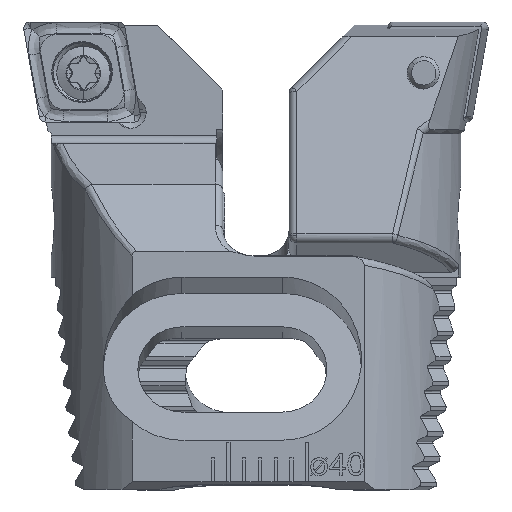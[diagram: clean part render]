
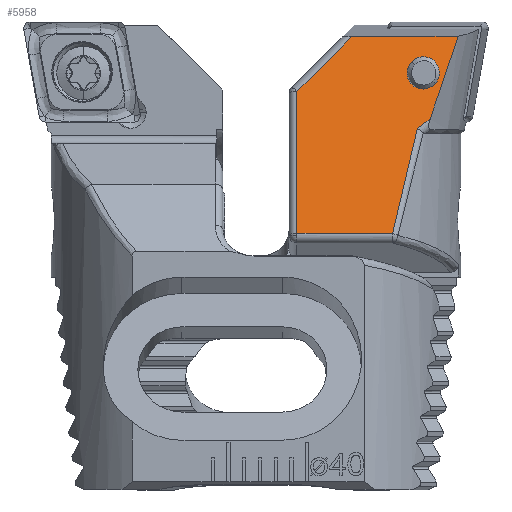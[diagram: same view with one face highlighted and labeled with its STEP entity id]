
A CAD part, top view. The second image highlights one B-rep face of the part: STEP entity #5958.
In plain terms, the highlighted face is planar.
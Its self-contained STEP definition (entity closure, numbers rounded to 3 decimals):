
#68 = VERTEX_POINT ( 'NONE', #9703 ) ;
#446 = CARTESIAN_POINT ( 'NONE',  ( 5.161, -3.242, -6.54 ) ) ;
#622 = VERTEX_POINT ( 'NONE', #3171 ) ;
#684 = EDGE_CURVE ( 'NONE', #1456, #68, #12387, .T. ) ;
#921 = CARTESIAN_POINT ( 'NONE',  ( 3.08, -1.192, -5.99 ) ) ;
#1033 = CARTESIAN_POINT ( 'NONE',  ( 5.495, -11.409, -8.728 ) ) ;
#1090 = FACE_BOUND ( 'NONE', #3194, .T. ) ;
#1335 = LINE ( 'NONE', #2090, #6224 ) ;
#1456 = VERTEX_POINT ( 'NONE', #1652 ) ;
#1584 = CARTESIAN_POINT ( 'NONE',  ( 3.08, -4.492, -6.874 ) ) ;
#1652 = CARTESIAN_POINT ( 'NONE',  ( 3.108, -3.242, -6.54 ) ) ;
#1948 = DIRECTION ( 'NONE',  ( -1., 0.007, 0.002 ) ) ;
#2035 = CARTESIAN_POINT ( 'NONE',  ( 4.503, -6.763, -7.483 ) ) ;
#2090 = CARTESIAN_POINT ( 'NONE',  ( 29.25, -13.434, -9.271 ) ) ;
#2178 = VERTEX_POINT ( 'NONE', #5157 ) ;
#2516 = VECTOR ( 'NONE', #2921, 1000. ) ;
#2559 = CARTESIAN_POINT ( 'NONE',  ( 5.19, -5.292, -7.089 ) ) ;
#2567 = CARTESIAN_POINT ( 'NONE',  ( 2.486, -2.734, -6.404 ) ) ;
#2902 = VERTEX_POINT ( 'NONE', #10597 ) ;
#2921 = DIRECTION ( 'NONE',  ( 0.695, -0.695, -0.186 ) ) ;
#3171 = CARTESIAN_POINT ( 'NONE',  ( 6.078, -13.434, -9.271 ) ) ;
#3194 = EDGE_LOOP ( 'NONE', ( #9741, #9608 ) ) ;
#3941 = CARTESIAN_POINT ( 'NONE',  ( 29.243, -1.096, -5.965 ) ) ;
#4632 = EDGE_CURVE ( 'NONE', #5642, #2178, #10288, .T. ) ;
#5133 = DIRECTION ( 'NONE',  ( 0., -0.259, 0.966 ) ) ;
#5157 = CARTESIAN_POINT ( 'NONE',  ( 12.15, -4.413, -6.853 ) ) ;
#5166 = CARTESIAN_POINT ( 'NONE',  ( 4.503, -6.763, -7.483 ) ) ;
#5378 = VECTOR ( 'NONE', #1948, 1000. ) ;
#5621 = VERTEX_POINT ( 'NONE', #12078 ) ;
#5642 = VERTEX_POINT ( 'NONE', #6269 ) ;
#5664 = LINE ( 'NONE', #3941, #5378 ) ;
#5688 = CARTESIAN_POINT ( 'NONE',  ( 3.691, -6.18, -7.327 ) ) ;
#5901 = CARTESIAN_POINT ( 'NONE',  ( 6.078, -13.434, -9.271 ) ) ;
#5927 = EDGE_CURVE ( 'NONE', #2178, #6471, #6608, .T. ) ;
#5958 = ADVANCED_FACE ( 'NONE', ( #1090, #8601 ), #11939, .F. ) ;
#6103 = VERTEX_POINT ( 'NONE', #11753 ) ;
#6224 = VECTOR ( 'NONE', #8933, 1000. ) ;
#6269 = CARTESIAN_POINT ( 'NONE',  ( 8.697, -0.959, -5.928 ) ) ;
#6286 = VECTOR ( 'NONE', #7009, 1000. ) ;
#6455 = CARTESIAN_POINT ( 'NONE',  ( 3.691, -6.18, -7.327 ) ) ;
#6471 = VERTEX_POINT ( 'NONE', #10351 ) ;
#6608 = LINE ( 'NONE', #7992, #6286 ) ;
#7009 = DIRECTION ( 'NONE',  ( 0., -0.966, -0.259 ) ) ;
#7313 = AXIS2_PLACEMENT_3D ( 'NONE', #10992, #5133, #11986 ) ;
#7352 =( BOUNDED_CURVE ( )  B_SPLINE_CURVE ( 3, ( #6455, #1584, #2567, #9401 ),
 .UNSPECIFIED., .F., .F. ) 
 B_SPLINE_CURVE_WITH_KNOTS ( ( 4, 4 ),
 ( 4.16, 4.286 ),
 .UNSPECIFIED. ) 
 CURVE ( )  GEOMETRIC_REPRESENTATION_ITEM ( )  RATIONAL_B_SPLINE_CURVE ( ( 1., 0.999, 0.999, 1. ) ) 
 REPRESENTATION_ITEM ( '' )  );
#7685 =( BOUNDED_CURVE ( )  B_SPLINE_CURVE ( 3, ( #7742, #9682, #921, #7776 ),
 .UNSPECIFIED., .F., .F. ) 
 B_SPLINE_CURVE_WITH_KNOTS ( ( 4, 4 ),
 ( 4.519, 7.661 ),
 .UNSPECIFIED. ) 
 CURVE ( )  GEOMETRIC_REPRESENTATION_ITEM ( )  RATIONAL_B_SPLINE_CURVE ( ( 1., 0.333, 0.333, 1. ) ) 
 REPRESENTATION_ITEM ( '' )  );
#7742 = CARTESIAN_POINT ( 'NONE',  ( 5.161, -3.242, -6.54 ) ) ;
#7776 = CARTESIAN_POINT ( 'NONE',  ( 3.108, -3.242, -6.54 ) ) ;
#7804 = ORIENTED_EDGE ( 'NONE', *, *, #12176, .T. ) ;
#7894 = CARTESIAN_POINT ( 'NONE',  ( 4.968, -9.178, -8.13 ) ) ;
#7992 = CARTESIAN_POINT ( 'NONE',  ( 12.15, -0.147, -5.71 ) ) ;
#8098 = EDGE_CURVE ( 'NONE', #6471, #622, #1335, .T. ) ;
#8102 = ORIENTED_EDGE ( 'NONE', *, *, #8098, .T. ) ;
#8190 = EDGE_LOOP ( 'NONE', ( #9445, #9144, #8885, #8711, #8379, #8102, #7804 ) ) ;
#8379 = ORIENTED_EDGE ( 'NONE', *, *, #5927, .T. ) ;
#8528 = EDGE_CURVE ( 'NONE', #68, #1456, #7685, .T. ) ;
#8601 = FACE_OUTER_BOUND ( 'NONE', #8190, .T. ) ;
#8711 = ORIENTED_EDGE ( 'NONE', *, *, #4632, .T. ) ;
#8885 = ORIENTED_EDGE ( 'NONE', *, *, #11640, .F. ) ;
#8933 = DIRECTION ( 'NONE',  ( -1., 0., 0. ) ) ;
#8996 = CARTESIAN_POINT ( 'NONE',  ( 3.137, -5.292, -7.089 ) ) ;
#9144 = ORIENTED_EDGE ( 'NONE', *, *, #11466, .T. ) ;
#9316 =( BOUNDED_CURVE ( )  B_SPLINE_CURVE ( 3, ( #5901, #1033, #7894, #2035 ),
 .UNSPECIFIED., .F., .F. ) 
 B_SPLINE_CURVE_WITH_KNOTS ( ( 4, 4 ),
 ( 3.891, 4.09 ),
 .UNSPECIFIED. ) 
 CURVE ( )  GEOMETRIC_REPRESENTATION_ITEM ( )  RATIONAL_B_SPLINE_CURVE ( ( 1., 0.997, 0.997, 1. ) ) 
 REPRESENTATION_ITEM ( '' )  );
#9401 = CARTESIAN_POINT ( 'NONE',  ( 1.912, -0.914, -5.916 ) ) ;
#9445 = ORIENTED_EDGE ( 'NONE', *, *, #10632, .T. ) ;
#9608 = ORIENTED_EDGE ( 'NONE', *, *, #684, .T. ) ;
#9682 = CARTESIAN_POINT ( 'NONE',  ( 5.132, -1.192, -5.99 ) ) ;
#9703 = CARTESIAN_POINT ( 'NONE',  ( 5.161, -3.242, -6.54 ) ) ;
#9741 = ORIENTED_EDGE ( 'NONE', *, *, #8528, .T. ) ;
#10288 = LINE ( 'NONE', #11732, #2516 ) ;
#10351 = CARTESIAN_POINT ( 'NONE',  ( 12.15, -13.434, -9.271 ) ) ;
#10463 = CARTESIAN_POINT ( 'NONE',  ( 3.108, -3.242, -6.54 ) ) ;
#10597 = CARTESIAN_POINT ( 'NONE',  ( 4.503, -6.763, -7.483 ) ) ;
#10632 = EDGE_CURVE ( 'NONE', #2902, #5621, #10929, .T. ) ;
#10929 = B_SPLINE_CURVE_WITH_KNOTS ( 'NONE', 3,
 ( #5166, #11031, #11555, #5688 ),
 .UNSPECIFIED., .F., .F.,
 ( 4, 4 ),
 ( 0., 0.001 ),
 .UNSPECIFIED. ) ;
#10992 = CARTESIAN_POINT ( 'NONE',  ( 29.25, -0.147, -5.71 ) ) ;
#11031 = CARTESIAN_POINT ( 'NONE',  ( 4.23, -6.572, -7.432 ) ) ;
#11466 = EDGE_CURVE ( 'NONE', #5621, #6103, #7352, .T. ) ;
#11555 = CARTESIAN_POINT ( 'NONE',  ( 3.96, -6.377, -7.38 ) ) ;
#11640 = EDGE_CURVE ( 'NONE', #5642, #6103, #5664, .T. ) ;
#11732 = CARTESIAN_POINT ( 'NONE',  ( 18.197, -10.459, -8.473 ) ) ;
#11753 = CARTESIAN_POINT ( 'NONE',  ( 1.912, -0.914, -5.916 ) ) ;
#11939 = PLANE ( 'NONE',  #7313 ) ;
#11986 = DIRECTION ( 'NONE',  ( 0., -0.966, -0.259 ) ) ;
#12078 = CARTESIAN_POINT ( 'NONE',  ( 3.691, -6.18, -7.327 ) ) ;
#12176 = EDGE_CURVE ( 'NONE', #622, #2902, #9316, .T. ) ;
#12387 =( BOUNDED_CURVE ( )  B_SPLINE_CURVE ( 3, ( #10463, #8996, #2559, #446 ),
 .UNSPECIFIED., .F., .F. ) 
 B_SPLINE_CURVE_WITH_KNOTS ( ( 4, 4 ),
 ( 1.378, 4.519 ),
 .UNSPECIFIED. ) 
 CURVE ( )  GEOMETRIC_REPRESENTATION_ITEM ( )  RATIONAL_B_SPLINE_CURVE ( ( 1., 0.333, 0.333, 1. ) ) 
 REPRESENTATION_ITEM ( '' )  );
